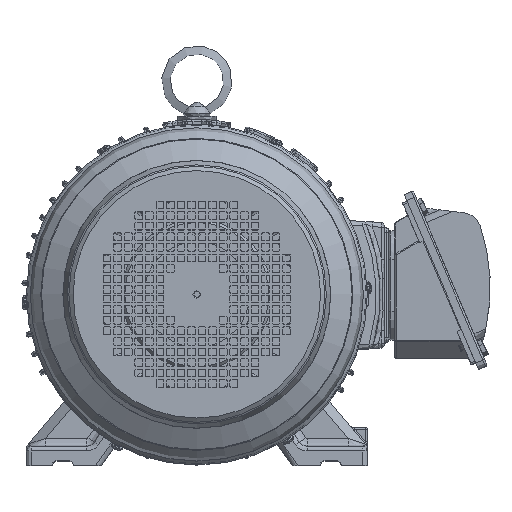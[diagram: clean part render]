
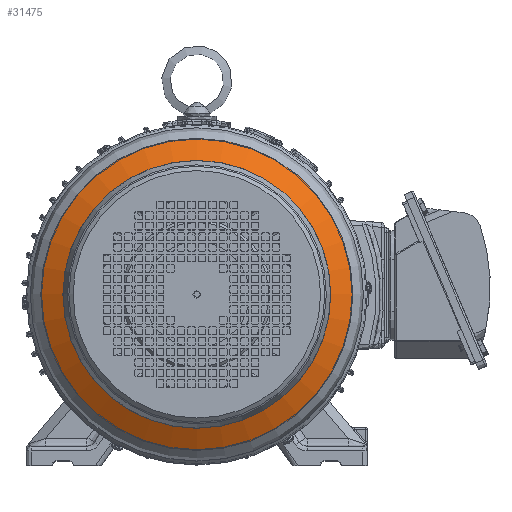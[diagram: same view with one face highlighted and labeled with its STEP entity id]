
A CAD part, top view. The second image highlights one B-rep face of the part: STEP entity #31475.
In plain terms, the highlighted conical face has half-angle 60 degrees and reference radius 162.5 mm.
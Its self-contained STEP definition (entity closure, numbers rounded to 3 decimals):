
#3088=CONICAL_SURFACE('',#180752,162.5,60.);
#31475=ADVANCED_FACE('',(#38774,#38775),#3088,.T.);
#38774=FACE_BOUND('',#45611,.T.);
#38775=FACE_BOUND('',#45612,.T.);
#45611=EDGE_LOOP('',(#89896));
#45612=EDGE_LOOP('',(#89897));
#57030=CIRCLE('',#180749,162.5);
#57031=CIRCLE('',#180751,139.5);
#89896=ORIENTED_EDGE('',*,*,#142348,.F.);
#89897=ORIENTED_EDGE('',*,*,#142347,.T.);
#120943=VERTEX_POINT('',#333486);
#120944=VERTEX_POINT('',#333489);
#142347=EDGE_CURVE('',#120943,#120943,#57030,.T.);
#142348=EDGE_CURVE('',#120944,#120944,#57031,.T.);
#180749=AXIS2_PLACEMENT_3D('',#333485,#214965,#214966);
#180751=AXIS2_PLACEMENT_3D('',#333488,#214969,#214970);
#180752=AXIS2_PLACEMENT_3D('',#333490,#214971,#214972);
#214965=DIRECTION('',(0.,0.,1.));
#214966=DIRECTION('',(1.,0.,0.));
#214969=DIRECTION('',(0.,0.,1.));
#214970=DIRECTION('',(1.,0.,0.));
#214971=DIRECTION('',(0.,0.,-1.));
#214972=DIRECTION('',(1.,0.,0.));
#333485=CARTESIAN_POINT('',(0.,0.,334.851));
#333486=CARTESIAN_POINT('',(162.5,0.,334.851));
#333488=CARTESIAN_POINT('',(0.,0.,348.13));
#333489=CARTESIAN_POINT('',(139.5,0.,348.13));
#333490=CARTESIAN_POINT('',(0.,0.,334.851));
